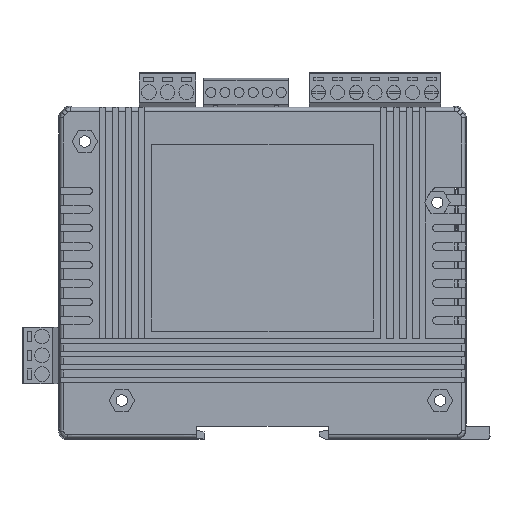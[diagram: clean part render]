
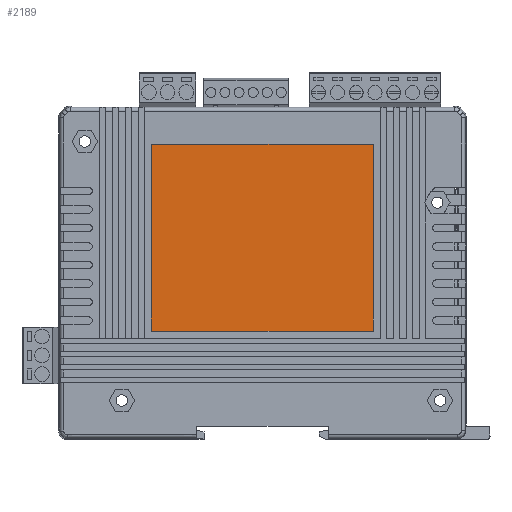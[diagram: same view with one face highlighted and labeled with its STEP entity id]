
A CAD part, left-side view. The second image highlights one B-rep face of the part: STEP entity #2189.
In plain terms, the highlighted face is planar.
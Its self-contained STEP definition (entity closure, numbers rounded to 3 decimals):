
#1163 = CARTESIAN_POINT ( 'NONE',  ( -89.392, -16.894, -19.971 ) ) ;
#2189 = ADVANCED_FACE ( 'NONE', ( #4469 ), #46020, .T. ) ;
#2399 = VECTOR ( 'NONE', #18102, 1000. ) ;
#3321 = VERTEX_POINT ( 'NONE', #20971 ) ;
#4469 = FACE_OUTER_BOUND ( 'NONE', #10938, .T. ) ;
#7673 = ORIENTED_EDGE ( 'NONE', *, *, #59932, .F. ) ;
#9552 = CARTESIAN_POINT ( 'NONE',  ( -89.392, -16.894, -70.429 ) ) ;
#9721 = LINE ( 'NONE', #63822, #68528 ) ;
#10508 = CARTESIAN_POINT ( 'NONE',  ( -29.392, -16.894, -19.971 ) ) ;
#10938 = EDGE_LOOP ( 'NONE', ( #22355, #61010, #32976, #7673 ) ) ;
#14424 = AXIS2_PLACEMENT_3D ( 'NONE', #75412, #22507, #15837 ) ;
#15837 = DIRECTION ( 'NONE',  ( 0., 0., 1. ) ) ;
#16444 = VERTEX_POINT ( 'NONE', #71796 ) ;
#18102 = DIRECTION ( 'NONE',  ( 0., 0., -1. ) ) ;
#20971 = CARTESIAN_POINT ( 'NONE',  ( -29.392, -16.894, -70.429 ) ) ;
#22355 = ORIENTED_EDGE ( 'NONE', *, *, #41907, .T. ) ;
#22507 = DIRECTION ( 'NONE',  ( 0., 1., 0. ) ) ;
#24194 = VECTOR ( 'NONE', #66579, 1000. ) ;
#30756 = LINE ( 'NONE', #10508, #58068 ) ;
#32976 = ORIENTED_EDGE ( 'NONE', *, *, #67716, .F. ) ;
#33532 = EDGE_CURVE ( 'NONE', #3321, #53575, #42278, .T. ) ;
#36524 = CARTESIAN_POINT ( 'NONE',  ( -29.392, -16.894, -19.971 ) ) ;
#41907 = EDGE_CURVE ( 'NONE', #16444, #3321, #48688, .T. ) ;
#42278 = LINE ( 'NONE', #42664, #24194 ) ;
#42664 = CARTESIAN_POINT ( 'NONE',  ( -29.392, -16.894, -70.429 ) ) ;
#46020 = PLANE ( 'NONE',  #14424 ) ;
#46942 = DIRECTION ( 'NONE',  ( -1., 0., 0. ) ) ;
#48688 = LINE ( 'NONE', #36524, #2399 ) ;
#53575 = VERTEX_POINT ( 'NONE', #9552 ) ;
#58068 = VECTOR ( 'NONE', #46942, 1000. ) ;
#59932 = EDGE_CURVE ( 'NONE', #16444, #60904, #30756, .T. ) ;
#60904 = VERTEX_POINT ( 'NONE', #1163 ) ;
#61010 = ORIENTED_EDGE ( 'NONE', *, *, #33532, .T. ) ;
#63822 = CARTESIAN_POINT ( 'NONE',  ( -89.392, -16.894, -19.971 ) ) ;
#66579 = DIRECTION ( 'NONE',  ( -1., 0., 0. ) ) ;
#67716 = EDGE_CURVE ( 'NONE', #60904, #53575, #9721, .T. ) ;
#68528 = VECTOR ( 'NONE', #76702, 1000. ) ;
#71796 = CARTESIAN_POINT ( 'NONE',  ( -29.392, -16.894, -19.971 ) ) ;
#75412 = CARTESIAN_POINT ( 'NONE',  ( -29.392, -16.894, -70.429 ) ) ;
#76702 = DIRECTION ( 'NONE',  ( 0., 0., -1. ) ) ;
